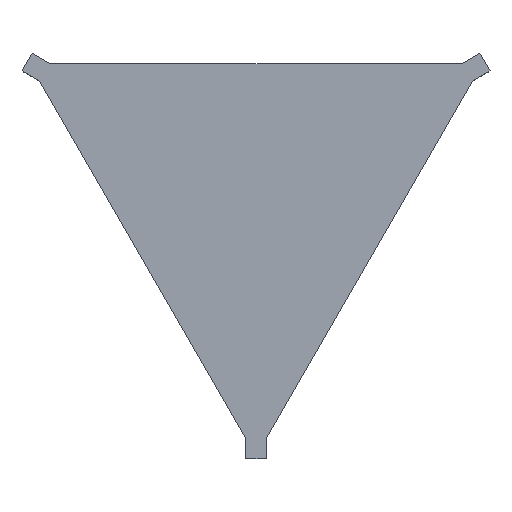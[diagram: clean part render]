
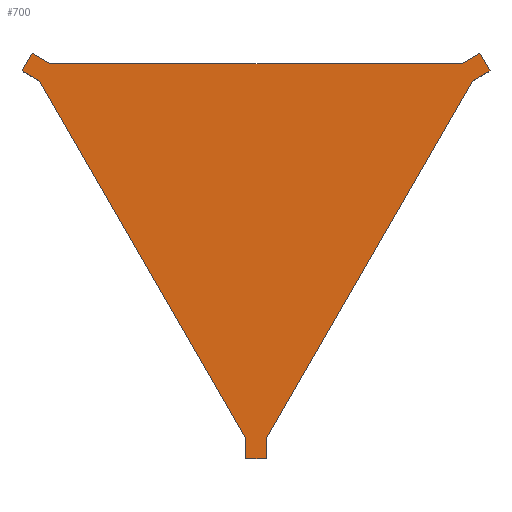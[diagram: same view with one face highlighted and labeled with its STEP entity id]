
A CAD part, front view. The second image highlights one B-rep face of the part: STEP entity #700.
In plain terms, the highlighted planar face has unit normal (0, -1, 0).
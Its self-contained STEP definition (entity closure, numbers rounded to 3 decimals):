
#3 = LINE ( 'NONE', #183, #96 ) ;
#4 = VERTEX_POINT ( 'NONE', #600 ) ;
#5 = DIRECTION ( 'NONE',  ( -0.5, 0., 0.866 ) ) ;
#7 = VECTOR ( 'NONE', #171, 1000. ) ;
#11 = CARTESIAN_POINT ( 'NONE',  ( -3., 0., -110.384 ) ) ;
#16 = ORIENTED_EDGE ( 'NONE', *, *, #510, .F. ) ;
#27 = CARTESIAN_POINT ( 'NONE',  ( 3., 0., -110.384 ) ) ;
#33 = VERTEX_POINT ( 'NONE', #454 ) ;
#39 = LINE ( 'NONE', #699, #555 ) ;
#50 = ORIENTED_EDGE ( 'NONE', *, *, #283, .F. ) ;
#59 = CARTESIAN_POINT ( 'NONE',  ( -3., 0., -110.384 ) ) ;
#63 = DIRECTION ( 'NONE',  ( -0.866, 0., 0.5 ) ) ;
#65 = LINE ( 'NONE', #299, #209 ) ;
#87 = CARTESIAN_POINT ( 'NONE',  ( -60.73, 0., 0. ) ) ;
#93 = VERTEX_POINT ( 'NONE', #59 ) ;
#96 = VECTOR ( 'NONE', #624, 1000. ) ;
#98 = ORIENTED_EDGE ( 'NONE', *, *, #472, .F. ) ;
#99 = LINE ( 'NONE', #445, #155 ) ;
#140 = CARTESIAN_POINT ( 'NONE',  ( -63.73, 0., -5.196 ) ) ;
#150 = LINE ( 'NONE', #569, #368 ) ;
#154 = VECTOR ( 'NONE', #63, 1000. ) ;
#155 = VECTOR ( 'NONE', #660, 1000. ) ;
#165 = VECTOR ( 'NONE', #502, 1000. ) ;
#171 = DIRECTION ( 'NONE',  ( -1., 0., 0. ) ) ;
#183 = CARTESIAN_POINT ( 'NONE',  ( 60.73, 0., 0. ) ) ;
#189 = DIRECTION ( 'NONE',  ( 0., 0., 1. ) ) ;
#193 = EDGE_CURVE ( 'NONE', #618, #330, #236, .T. ) ;
#209 = VECTOR ( 'NONE', #627, 1000. ) ;
#236 = LINE ( 'NONE', #469, #620 ) ;
#243 = DIRECTION ( 'NONE',  ( 0., 0., -1. ) ) ;
#247 = ORIENTED_EDGE ( 'NONE', *, *, #647, .F. ) ;
#254 = CARTESIAN_POINT ( 'NONE',  ( 3., 0., -110.384 ) ) ;
#265 = AXIS2_PLACEMENT_3D ( 'NONE', #473, #298, #677 ) ;
#274 = CARTESIAN_POINT ( 'NONE',  ( 68.926, 0., -2.196 ) ) ;
#280 = CARTESIAN_POINT ( 'NONE',  ( -3., 0., -116.384 ) ) ;
#283 = EDGE_CURVE ( 'NONE', #330, #303, #327, .T. ) ;
#287 = CARTESIAN_POINT ( 'NONE',  ( -63.73, 0., -5.196 ) ) ;
#298 = DIRECTION ( 'NONE',  ( 0., -1., 0. ) ) ;
#299 = CARTESIAN_POINT ( 'NONE',  ( 63.73, 0., -5.196 ) ) ;
#303 = VERTEX_POINT ( 'NONE', #280 ) ;
#312 = CARTESIAN_POINT ( 'NONE',  ( -68.926, 0., -2.196 ) ) ;
#318 = DIRECTION ( 'NONE',  ( 1., 0., 0. ) ) ;
#325 = VECTOR ( 'NONE', #418, 1000. ) ;
#327 = LINE ( 'NONE', #617, #7 ) ;
#330 = VERTEX_POINT ( 'NONE', #716 ) ;
#340 = VERTEX_POINT ( 'NONE', #274 ) ;
#357 = VERTEX_POINT ( 'NONE', #140 ) ;
#368 = VECTOR ( 'NONE', #5, 1000. ) ;
#397 = ORIENTED_EDGE ( 'NONE', *, *, #558, .F. ) ;
#402 = VECTOR ( 'NONE', #443, 1000. ) ;
#418 = DIRECTION ( 'NONE',  ( -0.5, 0., -0.866 ) ) ;
#428 = CARTESIAN_POINT ( 'NONE',  ( 63.73, 0., -5.196 ) ) ;
#429 = EDGE_CURVE ( 'NONE', #340, #492, #65, .T. ) ;
#443 = DIRECTION ( 'NONE',  ( 0.5, 0., 0.866 ) ) ;
#445 = CARTESIAN_POINT ( 'NONE',  ( -60.73, 0., 0. ) ) ;
#448 = LINE ( 'NONE', #312, #402 ) ;
#454 = CARTESIAN_POINT ( 'NONE',  ( -65.926, 0., 3. ) ) ;
#460 = FACE_OUTER_BOUND ( 'NONE', #616, .T. ) ;
#469 = CARTESIAN_POINT ( 'NONE',  ( 3., 0., -110.384 ) ) ;
#471 = LINE ( 'NONE', #11, #633 ) ;
#472 = EDGE_CURVE ( 'NONE', #303, #93, #471, .T. ) ;
#473 = CARTESIAN_POINT ( 'NONE',  ( 0., 0., 0. ) ) ;
#478 = ORIENTED_EDGE ( 'NONE', *, *, #553, .F. ) ;
#492 = VERTEX_POINT ( 'NONE', #428 ) ;
#496 = EDGE_CURVE ( 'NONE', #492, #618, #528, .T. ) ;
#502 = DIRECTION ( 'NONE',  ( 0.5, 0., -0.866 ) ) ;
#505 = EDGE_CURVE ( 'NONE', #93, #357, #150, .T. ) ;
#510 = EDGE_CURVE ( 'NONE', #623, #340, #679, .T. ) ;
#512 = ORIENTED_EDGE ( 'NONE', *, *, #429, .F. ) ;
#515 = LINE ( 'NONE', #287, #154 ) ;
#520 = CARTESIAN_POINT ( 'NONE',  ( 60.73, 0., 0. ) ) ;
#528 = LINE ( 'NONE', #254, #325 ) ;
#548 = CARTESIAN_POINT ( 'NONE',  ( 65.926, 0., 3. ) ) ;
#553 = EDGE_CURVE ( 'NONE', #33, #588, #99, .T. ) ;
#555 = VECTOR ( 'NONE', #318, 1000. ) ;
#558 = EDGE_CURVE ( 'NONE', #588, #646, #39, .T. ) ;
#569 = CARTESIAN_POINT ( 'NONE',  ( -3., 0., -110.384 ) ) ;
#572 = CARTESIAN_POINT ( 'NONE',  ( 65.926, 0., 3. ) ) ;
#583 = ORIENTED_EDGE ( 'NONE', *, *, #496, .F. ) ;
#588 = VERTEX_POINT ( 'NONE', #87 ) ;
#597 = ORIENTED_EDGE ( 'NONE', *, *, #505, .F. ) ;
#600 = CARTESIAN_POINT ( 'NONE',  ( -68.926, 0., -2.196 ) ) ;
#604 = EDGE_CURVE ( 'NONE', #4, #33, #448, .T. ) ;
#614 = ORIENTED_EDGE ( 'NONE', *, *, #604, .F. ) ;
#616 = EDGE_LOOP ( 'NONE', ( #614, #636, #597, #98, #50, #701, #583, #512, #16, #247, #397, #478 ) ) ;
#617 = CARTESIAN_POINT ( 'NONE',  ( 3., 0., -116.384 ) ) ;
#618 = VERTEX_POINT ( 'NONE', #27 ) ;
#620 = VECTOR ( 'NONE', #243, 1000. ) ;
#623 = VERTEX_POINT ( 'NONE', #548 ) ;
#624 = DIRECTION ( 'NONE',  ( 0.866, 0., 0.5 ) ) ;
#627 = DIRECTION ( 'NONE',  ( -0.866, 0., -0.5 ) ) ;
#633 = VECTOR ( 'NONE', #189, 1000. ) ;
#636 = ORIENTED_EDGE ( 'NONE', *, *, #719, .F. ) ;
#646 = VERTEX_POINT ( 'NONE', #520 ) ;
#647 = EDGE_CURVE ( 'NONE', #646, #623, #3, .T. ) ;
#660 = DIRECTION ( 'NONE',  ( 0.866, 0., -0.5 ) ) ;
#677 = DIRECTION ( 'NONE',  ( 0., 0., -1. ) ) ;
#679 = LINE ( 'NONE', #572, #165 ) ;
#699 = CARTESIAN_POINT ( 'NONE',  ( -60.73, 0., 0. ) ) ;
#700 = ADVANCED_FACE ( 'NONE', ( #460 ), #723, .T. ) ;
#701 = ORIENTED_EDGE ( 'NONE', *, *, #193, .F. ) ;
#716 = CARTESIAN_POINT ( 'NONE',  ( 3., 0., -116.384 ) ) ;
#719 = EDGE_CURVE ( 'NONE', #357, #4, #515, .T. ) ;
#723 = PLANE ( 'NONE',  #265 ) ;
